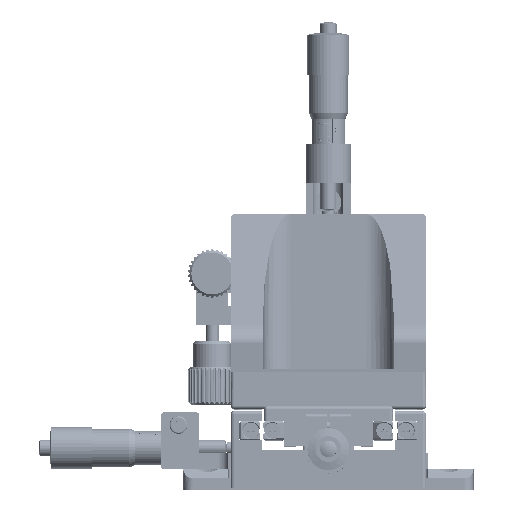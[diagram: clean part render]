
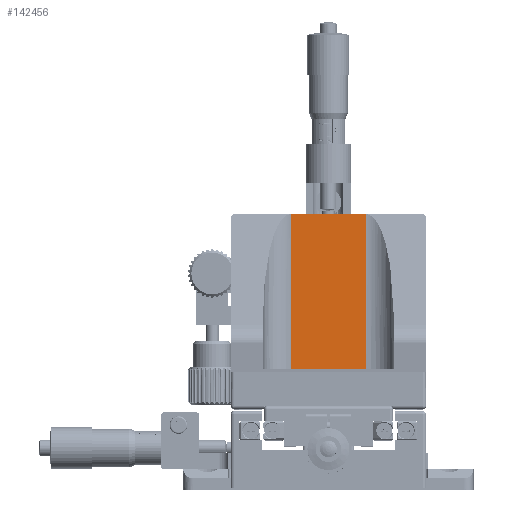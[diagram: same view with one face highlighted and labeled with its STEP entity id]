
A CAD part, top view. The second image highlights one B-rep face of the part: STEP entity #142456.
In plain terms, the highlighted planar face has unit normal (0, 0, 1).
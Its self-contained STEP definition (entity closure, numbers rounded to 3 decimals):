
#2679 = DIRECTION ( 'NONE',  ( -1., 0., 0. ) ) ;
#9930 = VECTOR ( 'NONE', #2679, 1000. ) ;
#15843 = LINE ( 'NONE', #141733, #138853 ) ;
#17813 = EDGE_CURVE ( 'NONE', #60008, #35987, #75828, .T. ) ;
#35987 = VERTEX_POINT ( 'NONE', #142232 ) ;
#37365 = LINE ( 'NONE', #63199, #122291 ) ;
#38130 = VERTEX_POINT ( 'NONE', #112676 ) ;
#46086 = EDGE_CURVE ( 'NONE', #60008, #54699, #15843, .T. ) ;
#47094 = VECTOR ( 'NONE', #120958, 1000. ) ;
#50995 = DIRECTION ( 'NONE',  ( -1., 0., 0. ) ) ;
#54699 = VERTEX_POINT ( 'NONE', #119272 ) ;
#55366 = EDGE_CURVE ( 'NONE', #54699, #38130, #37365, .T. ) ;
#56174 = FACE_OUTER_BOUND ( 'NONE', #73598, .T. ) ;
#60008 = VERTEX_POINT ( 'NONE', #115505 ) ;
#63199 = CARTESIAN_POINT ( 'NONE',  ( -15.003, 21.834, 101.55 ) ) ;
#73598 = EDGE_LOOP ( 'NONE', ( #99167, #128666, #76116, #88253 ) ) ;
#74751 = DIRECTION ( 'NONE',  ( 0., 0., -1. ) ) ;
#75828 = LINE ( 'NONE', #104432, #9930 ) ;
#76116 = ORIENTED_EDGE ( 'NONE', *, *, #17813, .F. ) ;
#84696 = AXIS2_PLACEMENT_3D ( 'NONE', #130001, #74751, #50995 ) ;
#88253 = ORIENTED_EDGE ( 'NONE', *, *, #46086, .T. ) ;
#99167 = ORIENTED_EDGE ( 'NONE', *, *, #55366, .T. ) ;
#100999 = LINE ( 'NONE', #131161, #47094 ) ;
#104432 = CARTESIAN_POINT ( 'NONE',  ( 3.497, -26.166, 101.55 ) ) ;
#105828 = PLANE ( 'NONE',  #84696 ) ;
#112676 = CARTESIAN_POINT ( 'NONE',  ( 3.497, 21.834, 101.55 ) ) ;
#113440 = EDGE_CURVE ( 'NONE', #35987, #38130, #100999, .T. ) ;
#115505 = CARTESIAN_POINT ( 'NONE',  ( 26.997, -26.166, 101.55 ) ) ;
#119272 = CARTESIAN_POINT ( 'NONE',  ( 26.997, 21.834, 101.55 ) ) ;
#120958 = DIRECTION ( 'NONE',  ( 0., 1., 0. ) ) ;
#122291 = VECTOR ( 'NONE', #127724, 1000. ) ;
#127724 = DIRECTION ( 'NONE',  ( -1., 0., 0. ) ) ;
#128666 = ORIENTED_EDGE ( 'NONE', *, *, #113440, .F. ) ;
#130001 = CARTESIAN_POINT ( 'NONE',  ( 3.497, -26.166, 101.55 ) ) ;
#131127 = DIRECTION ( 'NONE',  ( 0., 1., 0. ) ) ;
#131161 = CARTESIAN_POINT ( 'NONE',  ( 3.497, -26.166, 101.55 ) ) ;
#138853 = VECTOR ( 'NONE', #131127, 1000. ) ;
#141733 = CARTESIAN_POINT ( 'NONE',  ( 26.997, -26.166, 101.55 ) ) ;
#142232 = CARTESIAN_POINT ( 'NONE',  ( 3.497, -26.166, 101.55 ) ) ;
#142456 = ADVANCED_FACE ( 'NONE', ( #56174 ), #105828, .F. ) ;
